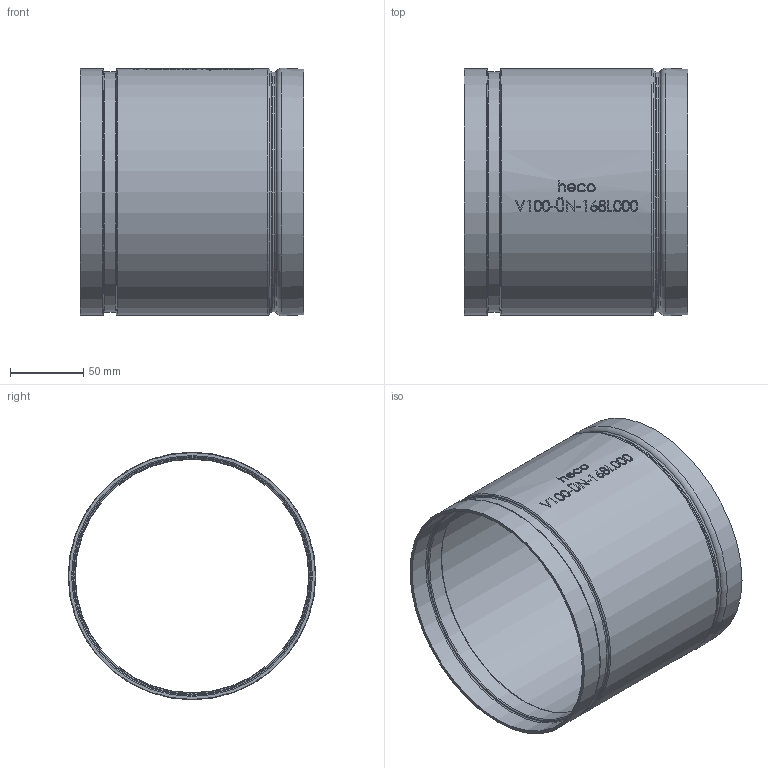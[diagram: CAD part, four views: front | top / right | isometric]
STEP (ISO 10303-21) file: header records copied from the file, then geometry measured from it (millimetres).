
FILE_DESCRIPTION (( 'STEP AP214' ), '1' );
FILE_NAME ('V100-ÜN-168L000-x Typ494W DN150 600 Ø168,3 1812.STEP', '2018-12-20T13:29:42', ( '' ), ( '' ), 'SwSTEP 2.0', 'SolidWorks 2016', '' );
FILE_SCHEMA (( 'AUTOMOTIVE_DESIGN' ));
Length unit declared in the file: inch
Products named in the file (1): V100-ÜN-168L000-x Typ494W DN150 600 Ø168,3 1812
Bounding box: 152.4 x 168.95 x 168.95 mm (x, y, z)
Volume: 165962.1 mm3; surface area: 166397.7 mm2
Topology: 1 solids, 1 shells, 251 faces, 627 edges, 413 vertices
Faces by surface type: bspline 121, plane 71, cylinder 39, torus 16, cone 4
Full cylindrical faces by diameter (mm): 159.273 x1, 159.959 x1, 163.271 x1, 163.957 x1, 164.277 x2, 168.275 x2
Entity records: 16213 total; most frequent: CARTESIAN_POINT 8451, ORIENTED_EDGE 1184, DIRECTION 666, EDGE_CURVE 592, VERTEX_POINT 406, EDGE_LOOP 316, FACE_OUTER_BOUND 275, B_SPLINE_CURVE_WITH_KNOTS 270
